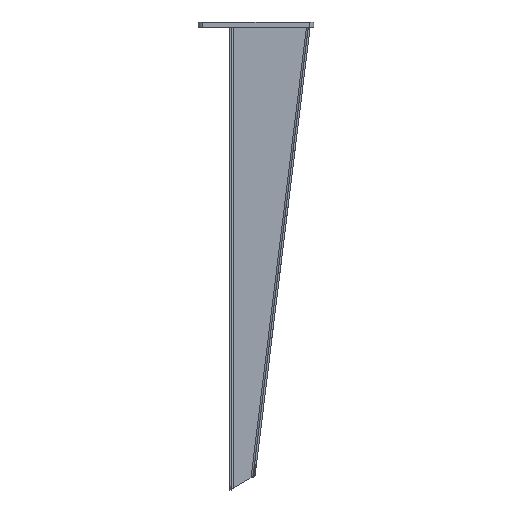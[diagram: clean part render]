
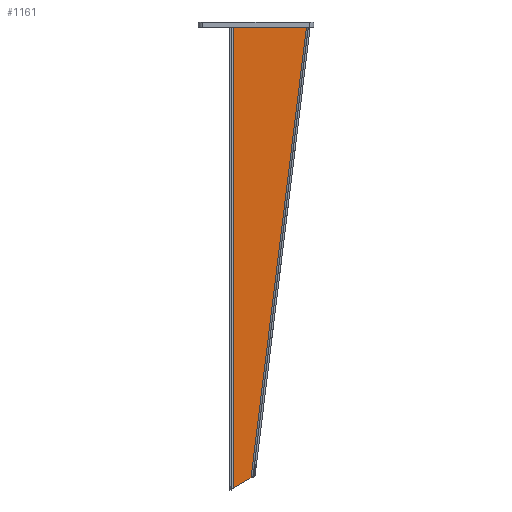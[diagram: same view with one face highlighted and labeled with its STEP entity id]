
A CAD part, left-side view. The second image highlights one B-rep face of the part: STEP entity #1161.
In plain terms, the highlighted planar face has unit normal (-1, 0, 0).
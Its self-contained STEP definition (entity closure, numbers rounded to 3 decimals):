
#197 = CARTESIAN_POINT ( 'NONE',  ( 16., -6., 0. ) ) ;
#528 = CARTESIAN_POINT ( 'NONE',  ( 16., -122.882, 0. ) ) ;
#557 = LINE ( 'NONE', #1356, #2857 ) ;
#739 = CARTESIAN_POINT ( 'NONE',  ( 16., 24.22, 0. ) ) ;
#758 = DIRECTION ( 'NONE',  ( -1., 0., 0. ) ) ;
#774 = DIRECTION ( 'NONE',  ( 0., 0., 1. ) ) ;
#791 = VERTEX_POINT ( 'NONE', #3439 ) ;
#845 = PLANE ( 'NONE',  #3852 ) ;
#1074 = EDGE_LOOP ( 'NONE', ( #1785, #1234, #1299, #3554 ) ) ;
#1161 = ADVANCED_FACE ( 'NONE', ( #1831 ), #845, .T. ) ;
#1183 = CARTESIAN_POINT ( 'NONE',  ( 16., -120.698, -17.794 ) ) ;
#1234 = ORIENTED_EDGE ( 'NONE', *, *, #3661, .F. ) ;
#1292 = DIRECTION ( 'NONE',  ( 0., 0.866, -0.5 ) ) ;
#1299 = ORIENTED_EDGE ( 'NONE', *, *, #2124, .T. ) ;
#1356 = CARTESIAN_POINT ( 'NONE',  ( 16., -123.08, 0. ) ) ;
#1393 = VECTOR ( 'NONE', #2019, 1000. ) ;
#1401 = CARTESIAN_POINT ( 'NONE',  ( 16., -34.405, -720.586 ) ) ;
#1407 = VECTOR ( 'NONE', #1292, 1000. ) ;
#1614 = EDGE_CURVE ( 'NONE', #3353, #1998, #1759, .T. ) ;
#1633 = VECTOR ( 'NONE', #3472, 1000. ) ;
#1759 = LINE ( 'NONE', #1183, #1633 ) ;
#1785 = ORIENTED_EDGE ( 'NONE', *, *, #1614, .F. ) ;
#1831 = FACE_OUTER_BOUND ( 'NONE', #1074, .T. ) ;
#1941 = VERTEX_POINT ( 'NONE', #2831 ) ;
#1998 = VERTEX_POINT ( 'NONE', #1401 ) ;
#2019 = DIRECTION ( 'NONE',  ( 0., 0., -1. ) ) ;
#2124 = EDGE_CURVE ( 'NONE', #791, #1941, #2342, .T. ) ;
#2179 = LINE ( 'NONE', #3085, #1407 ) ;
#2342 = LINE ( 'NONE', #197, #1393 ) ;
#2831 = CARTESIAN_POINT ( 'NONE',  ( 16., -6., -736.986 ) ) ;
#2857 = VECTOR ( 'NONE', #3137, 1000. ) ;
#3085 = CARTESIAN_POINT ( 'NONE',  ( 16., -0.78, -740. ) ) ;
#3137 = DIRECTION ( 'NONE',  ( 0., -1., 0. ) ) ;
#3210 = EDGE_CURVE ( 'NONE', #1998, #1941, #2179, .T. ) ;
#3353 = VERTEX_POINT ( 'NONE', #528 ) ;
#3439 = CARTESIAN_POINT ( 'NONE',  ( 16., -6., 0. ) ) ;
#3472 = DIRECTION ( 'NONE',  ( 0., 0.122, -0.993 ) ) ;
#3554 = ORIENTED_EDGE ( 'NONE', *, *, #3210, .F. ) ;
#3661 = EDGE_CURVE ( 'NONE', #791, #3353, #557, .T. ) ;
#3852 = AXIS2_PLACEMENT_3D ( 'NONE', #739, #758, #774 ) ;
